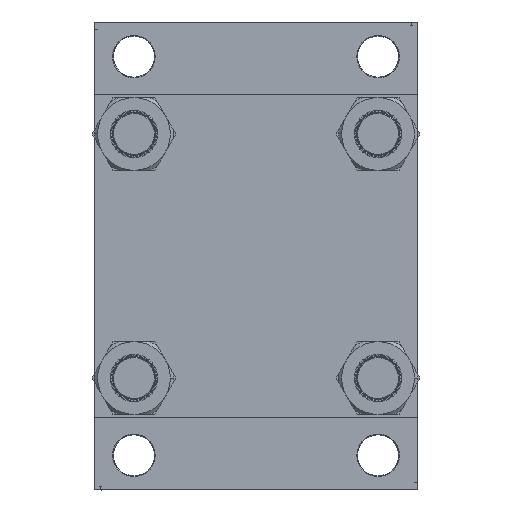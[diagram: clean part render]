
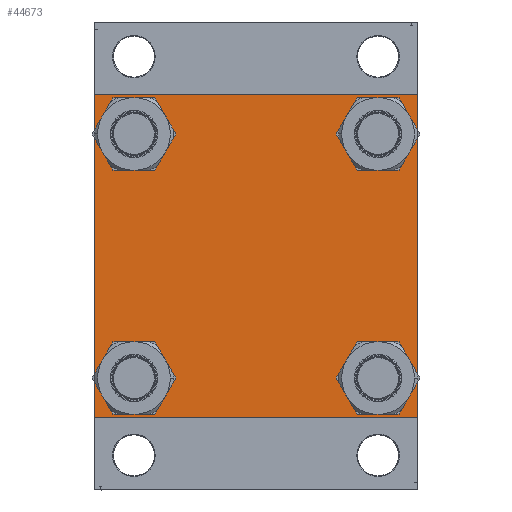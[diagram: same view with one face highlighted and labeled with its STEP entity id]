
A CAD part, left-side view. The second image highlights one B-rep face of the part: STEP entity #44673.
In plain terms, the highlighted planar face has unit normal (-1, 0, 0).
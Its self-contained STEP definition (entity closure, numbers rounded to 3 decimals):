
#71 = CARTESIAN_POINT ( 'NONE',  ( 0., -77.45, -77.45 ) ) ;
#296 = VERTEX_POINT ( 'NONE', #28662 ) ;
#355 = EDGE_CURVE ( 'NONE', #42840, #428, #6420, .T. ) ;
#428 = VERTEX_POINT ( 'NONE', #22788 ) ;
#1214 = VERTEX_POINT ( 'NONE', #39655 ) ;
#1611 = DIRECTION ( 'NONE',  ( 0., 0., 1. ) ) ;
#2256 = FACE_OUTER_BOUND ( 'NONE', #9547, .T. ) ;
#2689 = CARTESIAN_POINT ( 'NONE',  ( 0., 102.5, 102.5 ) ) ;
#2871 = ORIENTED_EDGE ( 'NONE', *, *, #20342, .T. ) ;
#3974 = AXIS2_PLACEMENT_3D ( 'NONE', #28579, #13208, #21492 ) ;
#4413 = EDGE_CURVE ( 'NONE', #38576, #32620, #22429, .T. ) ;
#4467 = VECTOR ( 'NONE', #12496, 1000. ) ;
#5748 = VECTOR ( 'NONE', #25906, 1000. ) ;
#6002 = VERTEX_POINT ( 'NONE', #7739 ) ;
#6420 = LINE ( 'NONE', #25231, #27154 ) ;
#7239 = CARTESIAN_POINT ( 'NONE',  ( 0., -102.5, 102.5 ) ) ;
#7739 = CARTESIAN_POINT ( 'NONE',  ( 0., 102., -102.5 ) ) ;
#7829 = CARTESIAN_POINT ( 'NONE',  ( 0., -102.25, 102.25 ) ) ;
#7835 = DIRECTION ( 'NONE',  ( 0., -0.707, 0.707 ) ) ;
#8121 = CIRCLE ( 'NONE', #46345, 14. ) ;
#8421 = VERTEX_POINT ( 'NONE', #47637 ) ;
#8546 = EDGE_CURVE ( 'NONE', #296, #40099, #28050, .T. ) ;
#8548 = CIRCLE ( 'NONE', #43643, 14. ) ;
#8713 = ORIENTED_EDGE ( 'NONE', *, *, #8546, .T. ) ;
#9112 = EDGE_CURVE ( 'NONE', #20967, #44395, #8548, .T. ) ;
#9547 = EDGE_LOOP ( 'NONE', ( #22744, #14361, #41960, #20266, #39380, #18930, #28710, #39166 ) ) ;
#9585 = CIRCLE ( 'NONE', #36854, 14. ) ;
#9912 = ORIENTED_EDGE ( 'NONE', *, *, #4413, .T. ) ;
#10116 = DIRECTION ( 'NONE',  ( 0., 0., 1. ) ) ;
#10755 = DIRECTION ( 'NONE',  ( 0., -1., 0. ) ) ;
#10829 = DIRECTION ( 'NONE',  ( 1., 0., 0. ) ) ;
#10877 = DIRECTION ( 'NONE',  ( 1., 0., 0. ) ) ;
#11012 = LINE ( 'NONE', #7829, #5748 ) ;
#11020 = LINE ( 'NONE', #44959, #33782 ) ;
#11265 = EDGE_LOOP ( 'NONE', ( #9912, #22654 ) ) ;
#12163 = CARTESIAN_POINT ( 'NONE',  ( 0., 102., 102.5 ) ) ;
#12254 = CARTESIAN_POINT ( 'NONE',  ( 0., 102.5, 102. ) ) ;
#12318 = EDGE_CURVE ( 'NONE', #37660, #32384, #19617, .T. ) ;
#12496 = DIRECTION ( 'NONE',  ( 0., 0.707, -0.707 ) ) ;
#13039 = DIRECTION ( 'NONE',  ( 0., 0., 1. ) ) ;
#13208 = DIRECTION ( 'NONE',  ( 1., 0., 0. ) ) ;
#13992 = PLANE ( 'NONE',  #31076 ) ;
#14361 = ORIENTED_EDGE ( 'NONE', *, *, #47052, .T. ) ;
#14821 = VERTEX_POINT ( 'NONE', #12163 ) ;
#15006 = CARTESIAN_POINT ( 'NONE',  ( 0., -77.45, 63.45 ) ) ;
#15248 = CARTESIAN_POINT ( 'NONE',  ( 0., -102.5, -102. ) ) ;
#15668 = EDGE_CURVE ( 'NONE', #14821, #20861, #32736, .T. ) ;
#16390 = CARTESIAN_POINT ( 'NONE',  ( 0., 77.45, 63.45 ) ) ;
#17045 = CARTESIAN_POINT ( 'NONE',  ( 0., 102.25, -102.25 ) ) ;
#18818 = CARTESIAN_POINT ( 'NONE',  ( 0., 77.45, -77.45 ) ) ;
#18930 = ORIENTED_EDGE ( 'NONE', *, *, #21772, .T. ) ;
#19064 = DIRECTION ( 'NONE',  ( 0., 0., 1. ) ) ;
#19617 = CIRCLE ( 'NONE', #3974, 14. ) ;
#19997 = DIRECTION ( 'NONE',  ( 0., -0.707, -0.707 ) ) ;
#20266 = ORIENTED_EDGE ( 'NONE', *, *, #29589, .T. ) ;
#20342 = EDGE_CURVE ( 'NONE', #44395, #20967, #9585, .T. ) ;
#20364 = CARTESIAN_POINT ( 'NONE',  ( 0., -77.45, -63.45 ) ) ;
#20668 = DIRECTION ( 'NONE',  ( 1., 0., 0. ) ) ;
#20861 = VERTEX_POINT ( 'NONE', #41065 ) ;
#20967 = VERTEX_POINT ( 'NONE', #27400 ) ;
#21492 = DIRECTION ( 'NONE',  ( 0., 0., 1. ) ) ;
#21772 = EDGE_CURVE ( 'NONE', #1214, #20861, #11012, .T. ) ;
#22356 = CARTESIAN_POINT ( 'NONE',  ( 0., -77.45, -77.45 ) ) ;
#22429 = CIRCLE ( 'NONE', #47372, 14. ) ;
#22442 = EDGE_CURVE ( 'NONE', #32384, #37660, #8121, .T. ) ;
#22608 = DIRECTION ( 'NONE',  ( 0., 0., 1. ) ) ;
#22611 = EDGE_LOOP ( 'NONE', ( #23215, #8713 ) ) ;
#22654 = ORIENTED_EDGE ( 'NONE', *, *, #35467, .T. ) ;
#22707 = VECTOR ( 'NONE', #10755, 1000. ) ;
#22744 = ORIENTED_EDGE ( 'NONE', *, *, #355, .T. ) ;
#22788 = CARTESIAN_POINT ( 'NONE',  ( 0., 102.5, -102. ) ) ;
#23215 = ORIENTED_EDGE ( 'NONE', *, *, #39427, .T. ) ;
#23247 = LINE ( 'NONE', #38123, #4467 ) ;
#23916 = CARTESIAN_POINT ( 'NONE',  ( 0., 77.45, -63.45 ) ) ;
#24150 = AXIS2_PLACEMENT_3D ( 'NONE', #18818, #40791, #19064 ) ;
#25231 = CARTESIAN_POINT ( 'NONE',  ( 0., 102.5, 102.5 ) ) ;
#25906 = DIRECTION ( 'NONE',  ( 0., 0.707, 0.707 ) ) ;
#26035 = CARTESIAN_POINT ( 'NONE',  ( 0., 77.45, 77.45 ) ) ;
#27154 = VECTOR ( 'NONE', #32558, 1000. ) ;
#27400 = CARTESIAN_POINT ( 'NONE',  ( 0., -77.45, 91.45 ) ) ;
#28050 = CIRCLE ( 'NONE', #24150, 14. ) ;
#28529 = AXIS2_PLACEMENT_3D ( 'NONE', #22356, #10877, #22608 ) ;
#28579 = CARTESIAN_POINT ( 'NONE',  ( 0., 77.45, 77.45 ) ) ;
#28639 = FACE_BOUND ( 'NONE', #31004, .T. ) ;
#28662 = CARTESIAN_POINT ( 'NONE',  ( 0., 77.45, -91.45 ) ) ;
#28710 = ORIENTED_EDGE ( 'NONE', *, *, #15668, .F. ) ;
#29394 = CARTESIAN_POINT ( 'NONE',  ( 0., -77.45, 77.45 ) ) ;
#29589 = EDGE_CURVE ( 'NONE', #8421, #38527, #11020, .T. ) ;
#30454 = CARTESIAN_POINT ( 'NONE',  ( 0., -77.45, -91.45 ) ) ;
#30519 = EDGE_LOOP ( 'NONE', ( #32744, #2871 ) ) ;
#30629 = ORIENTED_EDGE ( 'NONE', *, *, #12318, .T. ) ;
#31004 = EDGE_LOOP ( 'NONE', ( #30629, #40419 ) ) ;
#31076 = AXIS2_PLACEMENT_3D ( 'NONE', #43527, #46955, #13039 ) ;
#31552 = EDGE_CURVE ( 'NONE', #6002, #8421, #32277, .T. ) ;
#31908 = VECTOR ( 'NONE', #19997, 1000. ) ;
#32277 = LINE ( 'NONE', #40314, #33847 ) ;
#32363 = CARTESIAN_POINT ( 'NONE',  ( 0., -77.45, 77.45 ) ) ;
#32384 = VERTEX_POINT ( 'NONE', #16390 ) ;
#32558 = DIRECTION ( 'NONE',  ( 0., 0., -1. ) ) ;
#32620 = VERTEX_POINT ( 'NONE', #30454 ) ;
#32684 = EDGE_CURVE ( 'NONE', #1214, #38527, #33856, .T. ) ;
#32736 = LINE ( 'NONE', #2689, #22707 ) ;
#32744 = ORIENTED_EDGE ( 'NONE', *, *, #9112, .T. ) ;
#33110 = DIRECTION ( 'NONE',  ( 0., 0., 1. ) ) ;
#33782 = VECTOR ( 'NONE', #7835, 1000. ) ;
#33847 = VECTOR ( 'NONE', #47167, 1000. ) ;
#33856 = LINE ( 'NONE', #7239, #34691 ) ;
#33987 = AXIS2_PLACEMENT_3D ( 'NONE', #44070, #44312, #48203 ) ;
#34691 = VECTOR ( 'NONE', #45106, 1000. ) ;
#35467 = EDGE_CURVE ( 'NONE', #32620, #38576, #46461, .T. ) ;
#35709 = FACE_BOUND ( 'NONE', #30519, .T. ) ;
#35944 = FACE_BOUND ( 'NONE', #22611, .T. ) ;
#36706 = CARTESIAN_POINT ( 'NONE',  ( 0., 77.45, 91.45 ) ) ;
#36854 = AXIS2_PLACEMENT_3D ( 'NONE', #32363, #20668, #1611 ) ;
#37660 = VERTEX_POINT ( 'NONE', #36706 ) ;
#38123 = CARTESIAN_POINT ( 'NONE',  ( 0., 102.25, 102.25 ) ) ;
#38527 = VERTEX_POINT ( 'NONE', #15248 ) ;
#38576 = VERTEX_POINT ( 'NONE', #20364 ) ;
#38910 = FACE_BOUND ( 'NONE', #11265, .T. ) ;
#39166 = ORIENTED_EDGE ( 'NONE', *, *, #42873, .T. ) ;
#39380 = ORIENTED_EDGE ( 'NONE', *, *, #32684, .F. ) ;
#39427 = EDGE_CURVE ( 'NONE', #40099, #296, #43369, .T. ) ;
#39655 = CARTESIAN_POINT ( 'NONE',  ( 0., -102.5, 102. ) ) ;
#39662 = DIRECTION ( 'NONE',  ( 1., 0., 0. ) ) ;
#40099 = VERTEX_POINT ( 'NONE', #23916 ) ;
#40314 = CARTESIAN_POINT ( 'NONE',  ( 0., 102.5, -102.5 ) ) ;
#40419 = ORIENTED_EDGE ( 'NONE', *, *, #22442, .T. ) ;
#40791 = DIRECTION ( 'NONE',  ( 1., 0., 0. ) ) ;
#41065 = CARTESIAN_POINT ( 'NONE',  ( 0., -102., 102.5 ) ) ;
#41960 = ORIENTED_EDGE ( 'NONE', *, *, #31552, .T. ) ;
#42840 = VERTEX_POINT ( 'NONE', #12254 ) ;
#42873 = EDGE_CURVE ( 'NONE', #14821, #42840, #23247, .T. ) ;
#43369 = CIRCLE ( 'NONE', #33987, 14. ) ;
#43527 = CARTESIAN_POINT ( 'NONE',  ( 0., 0., 0. ) ) ;
#43643 = AXIS2_PLACEMENT_3D ( 'NONE', #29394, #39662, #10116 ) ;
#44070 = CARTESIAN_POINT ( 'NONE',  ( 0., 77.45, -77.45 ) ) ;
#44312 = DIRECTION ( 'NONE',  ( 1., 0., 0. ) ) ;
#44395 = VERTEX_POINT ( 'NONE', #15006 ) ;
#44673 = ADVANCED_FACE ( 'NONE', ( #35709, #38910, #35944, #28639, #2256 ), #13992, .T. ) ;
#44959 = CARTESIAN_POINT ( 'NONE',  ( 0., -102.25, -102.25 ) ) ;
#45085 = DIRECTION ( 'NONE',  ( 1., 0., 0. ) ) ;
#45106 = DIRECTION ( 'NONE',  ( 0., 0., -1. ) ) ;
#46345 = AXIS2_PLACEMENT_3D ( 'NONE', #26035, #45085, #33110 ) ;
#46367 = LINE ( 'NONE', #17045, #31908 ) ;
#46461 = CIRCLE ( 'NONE', #28529, 14. ) ;
#46955 = DIRECTION ( 'NONE',  ( -1., 0., 0. ) ) ;
#47052 = EDGE_CURVE ( 'NONE', #428, #6002, #46367, .T. ) ;
#47167 = DIRECTION ( 'NONE',  ( 0., -1., 0. ) ) ;
#47372 = AXIS2_PLACEMENT_3D ( 'NONE', #71, #10829, #48180 ) ;
#47637 = CARTESIAN_POINT ( 'NONE',  ( 0., -102., -102.5 ) ) ;
#48180 = DIRECTION ( 'NONE',  ( 0., 0., 1. ) ) ;
#48203 = DIRECTION ( 'NONE',  ( 0., 0., 1. ) ) ;
